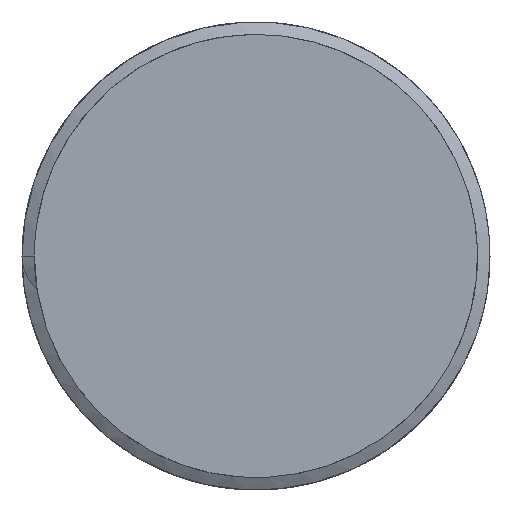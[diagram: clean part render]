
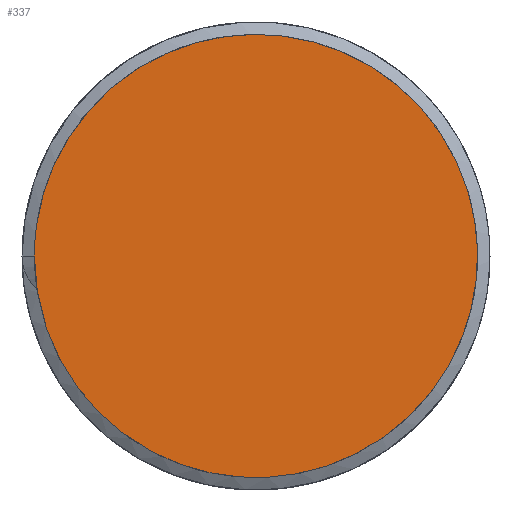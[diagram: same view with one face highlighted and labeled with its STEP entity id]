
A CAD part, left-side view. The second image highlights one B-rep face of the part: STEP entity #337.
In plain terms, the highlighted free-form (B-spline) face has degree [1, 1] with [2, 2] control points.
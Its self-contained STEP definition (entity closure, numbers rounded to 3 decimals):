
#316=CARTESIAN_POINT('',(0.,-41.7,41.7));
#317=CARTESIAN_POINT('',(0.,-41.7,-41.7));
#318=CARTESIAN_POINT('',(0.,41.7,41.7));
#319=CARTESIAN_POINT('',(0.,41.7,-41.7));
#320=B_SPLINE_SURFACE_WITH_KNOTS('',1,1,((#316,#317),(#318,#319)),.PLANE_SURF.,.F.,.F.,.U.,(2,2),(2,2),(-1.,2.),(-1.,2.),.UNSPECIFIED.);
#321=CARTESIAN_POINT('',(0.,13.9,0.));
#322=VERTEX_POINT('',#321);
#323=CARTESIAN_POINT('',(0.,13.9,0.));
#324=CARTESIAN_POINT('',(0.,13.9,-13.9));
#325=CARTESIAN_POINT('',(0.,0.,-13.9));
#326=CARTESIAN_POINT('',(0.,-13.9,-13.9));
#327=CARTESIAN_POINT('',(0.,-13.9,0.));
#328=CARTESIAN_POINT('',(0.,-13.9,13.9));
#329=CARTESIAN_POINT('',(0.,0.,13.9));
#330=CARTESIAN_POINT('',(0.,13.9,13.9));
#331=CARTESIAN_POINT('',(0.,13.9,0.));
#332=(BOUNDED_CURVE()B_SPLINE_CURVE(2,(#323,#324,#325,#326,#327,#328,#329,#330,#331),.CIRCULAR_ARC.,.T.,.U.)B_SPLINE_CURVE_WITH_KNOTS((3,2,2,2,3),(0.,0.25,0.5,0.75,1.),.UNSPECIFIED.)CURVE()GEOMETRIC_REPRESENTATION_ITEM()RATIONAL_B_SPLINE_CURVE((1.,0.707,1.,0.707,1.,0.707,1.,0.707,1.))REPRESENTATION_ITEM(''));
#333=EDGE_CURVE('',#322,#322,#332,.T.);
#334=ORIENTED_EDGE('',*,*,#333,.T.);
#335=EDGE_LOOP('',(#334));
#336=FACE_OUTER_BOUND('',#335,.T.);
#337=ADVANCED_FACE('',(#336),#320,.T.);
